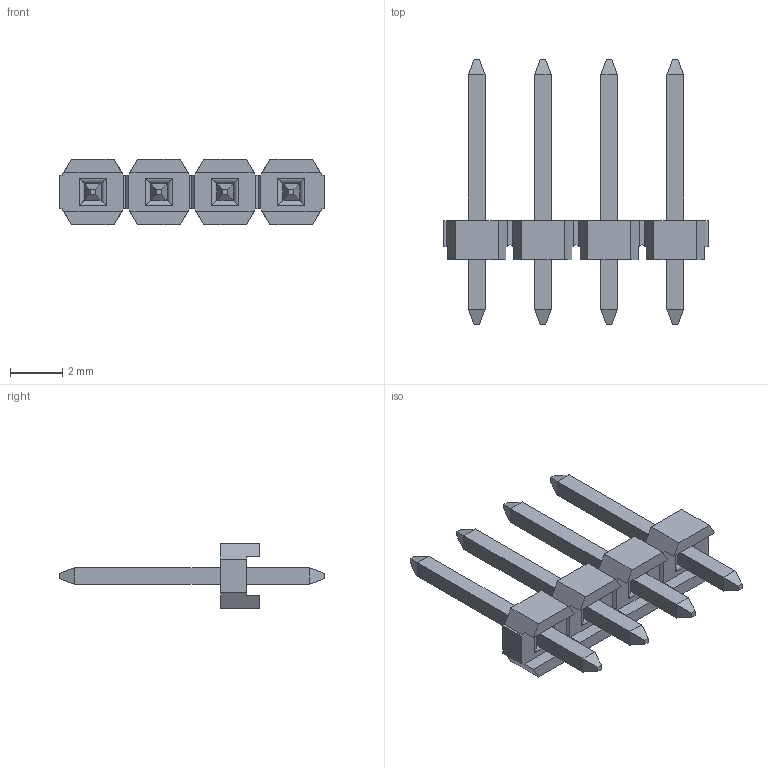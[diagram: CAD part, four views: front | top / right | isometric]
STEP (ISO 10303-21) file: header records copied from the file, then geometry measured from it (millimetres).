
FILE_DESCRIPTION(/* description */ (''),/* implementation_level */ '2;1');
FILE_NAME(/* name */ '921-10-004-xx.stp',/* time_stamp */ '2018-03-21T08:58:17+08:00',/* author */ (''),/* organization */ (''),/* preprocessor_version */ 'ST-DEVELOPER v15',/* originating_system */ 'SIEMENS PLM Software NX 9.0',/* authorisation */ '');
FILE_SCHEMA (('AP203_CONFIGURATION_CONTROLLED_3D_DESIGN_OF_MECHANICAL_PARTS_AND_ASSEMBLIES_MIM_LF { 1 0 10303 403 2 1 2}'));
Length unit declared in the file: millimetre
Products named in the file (1): lk1EE87A53x13i
Bounding box: 10.16 x 10.2 x 2.5 mm (x, y, z)
Volume: 40.3 mm3; surface area: 200.9 mm2
Topology: 5 solids, 5 shells, 151 faces, 363 edges, 222 vertices
Faces by surface type: plane 135, cylinder 16
Entity records: 4355 total; most frequent: CARTESIAN_POINT 785, ORIENTED_EDGE 726, DIRECTION 651, EDGE_CURVE 363, LINE 347, VECTOR 347, VERTEX_POINT 222, EDGE_LOOP 159
